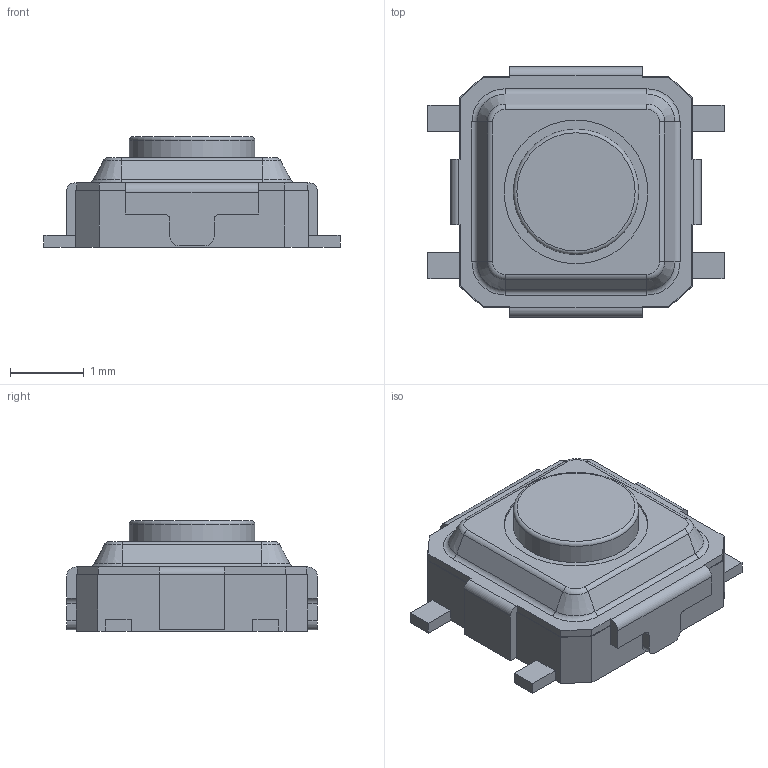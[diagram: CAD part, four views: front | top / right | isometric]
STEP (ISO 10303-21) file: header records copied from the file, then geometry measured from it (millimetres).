
FILE_DESCRIPTION(/* description */ ('Unknown'),/* implementation_level */ '2;1');
FILE_NAME(/* name */ 'TS21-34-035-BK-160-SMT-TR',/* time_stamp */ '2024-04-10T10:25:14+02:00',/* author */ ('Unknown'),/* organization */ ('Unknown'),/* preprocessor_version */ 'ST-DEVELOPER v18.102',/* originating_system */ 'Solid Edge',/* authorisation */ 'Unknown');
FILE_SCHEMA (('AUTOMOTIVE_DESIGN {1 0 10303 214 3 1 1}'));
Length unit declared in the file: millimetre
Products named in the file (1): TS21-34-035-BK-160-SMT-TR
Bounding box: 4.02 x 3.4 x 1.5 mm (x, y, z)
Volume: 11.8 mm3; surface area: 37 mm2
Topology: 1 solids, 1 shells, 116 faces, 316 edges, 205 vertices
Faces by surface type: plane 81, cylinder 22, torus 9, cone 4
Full cylindrical faces by diameter (mm): 1.7 x1, 1.949 x1
Entity records: 4446 total; most frequent: CARTESIAN_POINT 635, ORIENTED_EDGE 626, DIRECTION 608, EDGE_CURVE 313, LINE 252, VECTOR 252, VERTEX_POINT 205, AXIS2_PLACEMENT_3D 178
